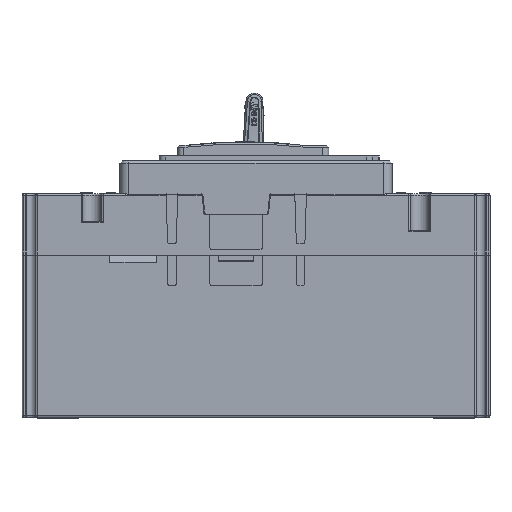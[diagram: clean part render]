
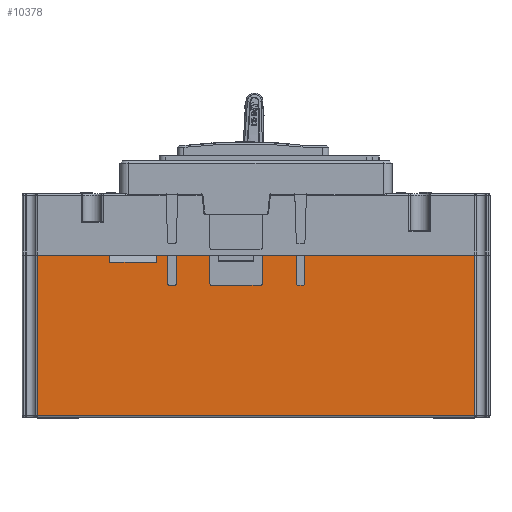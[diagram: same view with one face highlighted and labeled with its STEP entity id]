
A CAD part, left-side view. The second image highlights one B-rep face of the part: STEP entity #10378.
In plain terms, the highlighted planar face has unit normal (-1, 0, 0).
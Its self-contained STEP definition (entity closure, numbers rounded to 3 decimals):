
#6110=FACE_OUTER_BOUND('',#21007,.T.);
#10378=ADVANCED_FACE('',(#6110),#13561,.T.);
#13561=PLANE('',#85912);
#16256=CIRCLE('',#85906,0.5);
#16257=CIRCLE('',#85907,0.5);
#16258=CIRCLE('',#85908,0.5);
#16259=CIRCLE('',#85909,0.5);
#16260=CIRCLE('',#85910,0.5);
#16261=CIRCLE('',#85911,0.5);
#21007=EDGE_LOOP('',(#38475,#38476,#38477,#38478,#38479,#38480,#38481,#38482,
#38483,#38484,#38485,#38486,#38487,#38488,#38489,#38490,#38491,#38492,#38493,
#38494,#38495,#38496,#38497,#38498,#38499,#38500));
#38475=ORIENTED_EDGE('',*,*,#61612,.F.);
#38476=ORIENTED_EDGE('',*,*,#61613,.T.);
#38477=ORIENTED_EDGE('',*,*,#61614,.T.);
#38478=ORIENTED_EDGE('',*,*,#61615,.T.);
#38479=ORIENTED_EDGE('',*,*,#61616,.T.);
#38480=ORIENTED_EDGE('',*,*,#61617,.F.);
#38481=ORIENTED_EDGE('',*,*,#61618,.F.);
#38482=ORIENTED_EDGE('',*,*,#61619,.F.);
#38483=ORIENTED_EDGE('',*,*,#61620,.T.);
#38484=ORIENTED_EDGE('',*,*,#61621,.T.);
#38485=ORIENTED_EDGE('',*,*,#61622,.F.);
#38486=ORIENTED_EDGE('',*,*,#61623,.T.);
#38487=ORIENTED_EDGE('',*,*,#61624,.T.);
#38488=ORIENTED_EDGE('',*,*,#61625,.T.);
#38489=ORIENTED_EDGE('',*,*,#61626,.F.);
#38490=ORIENTED_EDGE('',*,*,#61627,.T.);
#38491=ORIENTED_EDGE('',*,*,#61628,.T.);
#38492=ORIENTED_EDGE('',*,*,#61629,.T.);
#38493=ORIENTED_EDGE('',*,*,#61630,.T.);
#38494=ORIENTED_EDGE('',*,*,#61631,.F.);
#38495=ORIENTED_EDGE('',*,*,#61632,.F.);
#38496=ORIENTED_EDGE('',*,*,#61633,.T.);
#38497=ORIENTED_EDGE('',*,*,#61634,.T.);
#38498=ORIENTED_EDGE('',*,*,#61635,.T.);
#38499=ORIENTED_EDGE('',*,*,#61636,.T.);
#38500=ORIENTED_EDGE('',*,*,#61637,.F.);
#51369=VERTEX_POINT('',#137919);
#51370=VERTEX_POINT('',#137920);
#51371=VERTEX_POINT('',#137922);
#51372=VERTEX_POINT('',#137924);
#51373=VERTEX_POINT('',#137926);
#51374=VERTEX_POINT('',#137928);
#51375=VERTEX_POINT('',#137930);
#51376=VERTEX_POINT('',#137932);
#51377=VERTEX_POINT('',#137934);
#51378=VERTEX_POINT('',#137936);
#51379=VERTEX_POINT('',#137938);
#51380=VERTEX_POINT('',#137940);
#51381=VERTEX_POINT('',#137942);
#51382=VERTEX_POINT('',#137944);
#51383=VERTEX_POINT('',#137946);
#51384=VERTEX_POINT('',#137948);
#51385=VERTEX_POINT('',#137950);
#51386=VERTEX_POINT('',#137952);
#51387=VERTEX_POINT('',#137954);
#51388=VERTEX_POINT('',#137956);
#51389=VERTEX_POINT('',#137958);
#51390=VERTEX_POINT('',#137960);
#51391=VERTEX_POINT('',#137962);
#51392=VERTEX_POINT('',#137964);
#51393=VERTEX_POINT('',#137966);
#51394=VERTEX_POINT('',#137968);
#61612=EDGE_CURVE('',#51369,#51370,#70492,.T.);
#61613=EDGE_CURVE('',#51369,#51371,#70493,.T.);
#61614=EDGE_CURVE('',#51371,#51372,#16256,.T.);
#61615=EDGE_CURVE('',#51372,#51373,#70494,.T.);
#61616=EDGE_CURVE('',#51373,#51374,#16257,.T.);
#61617=EDGE_CURVE('',#51375,#51374,#70495,.T.);
#61618=EDGE_CURVE('',#51376,#51375,#70496,.T.);
#61619=EDGE_CURVE('',#51377,#51376,#70497,.T.);
#61620=EDGE_CURVE('',#51377,#51378,#70498,.T.);
#61621=EDGE_CURVE('',#51378,#51379,#70499,.T.);
#61622=EDGE_CURVE('',#51380,#51379,#70500,.T.);
#61623=EDGE_CURVE('',#51380,#51381,#70501,.T.);
#61624=EDGE_CURVE('',#51381,#51382,#70502,.T.);
#61625=EDGE_CURVE('',#51382,#51383,#70503,.T.);
#61626=EDGE_CURVE('',#51384,#51383,#70504,.T.);
#61627=EDGE_CURVE('',#51384,#51385,#70505,.T.);
#61628=EDGE_CURVE('',#51385,#51386,#16258,.T.);
#61629=EDGE_CURVE('',#51386,#51387,#70506,.T.);
#61630=EDGE_CURVE('',#51387,#51388,#16259,.T.);
#61631=EDGE_CURVE('',#51389,#51388,#70507,.T.);
#61632=EDGE_CURVE('',#51390,#51389,#70508,.T.);
#61633=EDGE_CURVE('',#51390,#51391,#70509,.T.);
#61634=EDGE_CURVE('',#51391,#51392,#16260,.T.);
#61635=EDGE_CURVE('',#51392,#51393,#70510,.T.);
#61636=EDGE_CURVE('',#51393,#51394,#16261,.T.);
#61637=EDGE_CURVE('',#51370,#51394,#70511,.T.);
#70492=LINE('',#137918,#78810);
#70493=LINE('',#137921,#78811);
#70494=LINE('',#137925,#78812);
#70495=LINE('',#137929,#78813);
#70496=LINE('',#137931,#78814);
#70497=LINE('',#137933,#78815);
#70498=LINE('',#137935,#78816);
#70499=LINE('',#137937,#78817);
#70500=LINE('',#137939,#78818);
#70501=LINE('',#137941,#78819);
#70502=LINE('',#137943,#78820);
#70503=LINE('',#137945,#78821);
#70504=LINE('',#137947,#78822);
#70505=LINE('',#137949,#78823);
#70506=LINE('',#137953,#78824);
#70507=LINE('',#137957,#78825);
#70508=LINE('',#137959,#78826);
#70509=LINE('',#137961,#78827);
#70510=LINE('',#137965,#78828);
#70511=LINE('',#137969,#78829);
#78810=VECTOR('',#103016,1.);
#78811=VECTOR('',#103017,1.);
#78812=VECTOR('',#103020,1.);
#78813=VECTOR('',#103023,1.);
#78814=VECTOR('',#103024,1.);
#78815=VECTOR('',#103025,1.);
#78816=VECTOR('',#103026,1.);
#78817=VECTOR('',#103027,1.);
#78818=VECTOR('',#103028,1.);
#78819=VECTOR('',#103029,1.);
#78820=VECTOR('',#103030,1.);
#78821=VECTOR('',#103031,1.);
#78822=VECTOR('',#103032,1.);
#78823=VECTOR('',#103033,1.);
#78824=VECTOR('',#103036,1.);
#78825=VECTOR('',#103039,1.);
#78826=VECTOR('',#103040,1.);
#78827=VECTOR('',#103041,1.);
#78828=VECTOR('',#103044,1.);
#78829=VECTOR('',#103047,1.);
#85906=AXIS2_PLACEMENT_3D('',#137923,#103018,#103019);
#85907=AXIS2_PLACEMENT_3D('',#137927,#103021,#103022);
#85908=AXIS2_PLACEMENT_3D('',#137951,#103034,#103035);
#85909=AXIS2_PLACEMENT_3D('',#137955,#103037,#103038);
#85910=AXIS2_PLACEMENT_3D('',#137963,#103042,#103043);
#85911=AXIS2_PLACEMENT_3D('',#137967,#103045,#103046);
#85912=AXIS2_PLACEMENT_3D('',#137970,#103048,#103049);
#103016=DIRECTION('',(0.,-1.,0.));
#103017=DIRECTION('',(0.,0.,-1.));
#103018=DIRECTION('',(1.,0.,0.));
#103019=DIRECTION('',(0.,0.,1.));
#103020=DIRECTION('',(0.,1.,0.));
#103021=DIRECTION('',(1.,0.,0.));
#103022=DIRECTION('',(0.,0.,1.));
#103023=DIRECTION('',(0.,0.,-1.));
#103024=DIRECTION('',(0.,-1.,0.));
#103025=DIRECTION('',(0.,0.,1.));
#103026=DIRECTION('',(0.,1.,0.));
#103027=DIRECTION('',(0.,0.,1.));
#103028=DIRECTION('',(0.,-1.,0.));
#103029=DIRECTION('',(0.,0.,-1.));
#103030=DIRECTION('',(0.,-1.,0.));
#103031=DIRECTION('',(0.,0.,1.));
#103032=DIRECTION('',(0.,-1.,0.));
#103033=DIRECTION('',(0.,0.,-1.));
#103034=DIRECTION('',(1.,0.,0.));
#103035=DIRECTION('',(0.,0.,1.));
#103036=DIRECTION('',(0.,1.,0.));
#103037=DIRECTION('',(1.,0.,0.));
#103038=DIRECTION('',(0.,0.,1.));
#103039=DIRECTION('',(0.,0.,-1.));
#103040=DIRECTION('',(0.,-1.,0.));
#103041=DIRECTION('',(0.,0.,-1.));
#103042=DIRECTION('',(1.,0.,0.));
#103043=DIRECTION('',(0.,0.,1.));
#103044=DIRECTION('',(0.,1.,0.));
#103045=DIRECTION('',(1.,0.,0.));
#103046=DIRECTION('',(0.,0.,1.));
#103047=DIRECTION('',(0.,0.,-1.));
#103048=DIRECTION('',(-1.,0.,0.));
#103049=DIRECTION('',(0.,-1.,0.));
#137918=CARTESIAN_POINT('',(149.,555.,15.5));
#137919=CARTESIAN_POINT('',(149.,502.2,15.5));
#137920=CARTESIAN_POINT('',(149.,490.75,15.5));
#137921=CARTESIAN_POINT('',(149.,502.2,18.2));
#137922=CARTESIAN_POINT('',(149.,502.2,5.7));
#137923=CARTESIAN_POINT('',(149.,502.7,5.7));
#137924=CARTESIAN_POINT('',(149.,502.7,5.2));
#137925=CARTESIAN_POINT('',(149.,477.5,5.2));
#137926=CARTESIAN_POINT('',(149.,504.7,5.2));
#137927=CARTESIAN_POINT('',(149.,504.7,5.7));
#137928=CARTESIAN_POINT('',(149.,505.2,5.7));
#137929=CARTESIAN_POINT('',(149.,505.2,18.2));
#137930=CARTESIAN_POINT('',(149.,505.2,15.5));
#137931=CARTESIAN_POINT('',(149.,540.672,15.5));
#137932=CARTESIAN_POINT('',(149.,509.,15.5));
#137933=CARTESIAN_POINT('',(149.,509.,13.));
#137934=CARTESIAN_POINT('',(149.,509.,13.));
#137935=CARTESIAN_POINT('',(149.,509.,13.));
#137936=CARTESIAN_POINT('',(149.,525.,13.));
#137937=CARTESIAN_POINT('',(149.,525.,13.));
#137938=CARTESIAN_POINT('',(149.,525.,15.5));
#137939=CARTESIAN_POINT('',(149.,540.672,15.5));
#137940=CARTESIAN_POINT('',(149.,549.806,15.5));
#137941=CARTESIAN_POINT('',(149.,549.806,-40.));
#137942=CARTESIAN_POINT('',(149.,549.806,-39.5));
#137943=CARTESIAN_POINT('',(149.,560.,-39.5));
#137944=CARTESIAN_POINT('',(149.,400.194,-39.5));
#137945=CARTESIAN_POINT('',(149.,400.194,0.));
#137946=CARTESIAN_POINT('',(149.,400.194,15.5));
#137947=CARTESIAN_POINT('',(149.,560.,15.5));
#137948=CARTESIAN_POINT('',(149.,458.3,15.5));
#137949=CARTESIAN_POINT('',(149.,458.3,16.2));
#137950=CARTESIAN_POINT('',(149.,458.3,5.7));
#137951=CARTESIAN_POINT('',(149.,458.8,5.7));
#137952=CARTESIAN_POINT('',(149.,458.8,5.2));
#137953=CARTESIAN_POINT('',(149.,555.,5.2));
#137954=CARTESIAN_POINT('',(149.,460.8,5.2));
#137955=CARTESIAN_POINT('',(149.,460.8,5.7));
#137956=CARTESIAN_POINT('',(149.,461.3,5.7));
#137957=CARTESIAN_POINT('',(149.,461.3,16.2));
#137958=CARTESIAN_POINT('',(149.,461.3,15.5));
#137959=CARTESIAN_POINT('',(149.,555.,15.5));
#137960=CARTESIAN_POINT('',(149.,472.75,15.5));
#137961=CARTESIAN_POINT('',(149.,472.75,0.7));
#137962=CARTESIAN_POINT('',(149.,472.75,5.7));
#137963=CARTESIAN_POINT('',(149.,473.25,5.7));
#137964=CARTESIAN_POINT('',(149.,473.25,5.2));
#137965=CARTESIAN_POINT('',(149.,477.5,5.2));
#137966=CARTESIAN_POINT('',(149.,490.25,5.2));
#137967=CARTESIAN_POINT('',(149.,490.25,5.7));
#137968=CARTESIAN_POINT('',(149.,490.75,5.7));
#137969=CARTESIAN_POINT('',(149.,490.75,0.7));
#137970=CARTESIAN_POINT('',(149.,560.,-40.));
